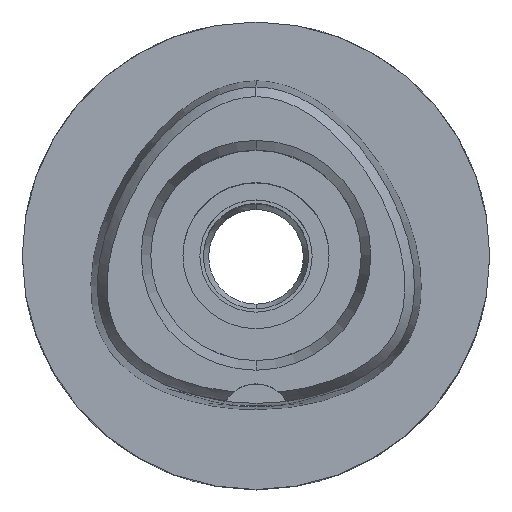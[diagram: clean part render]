
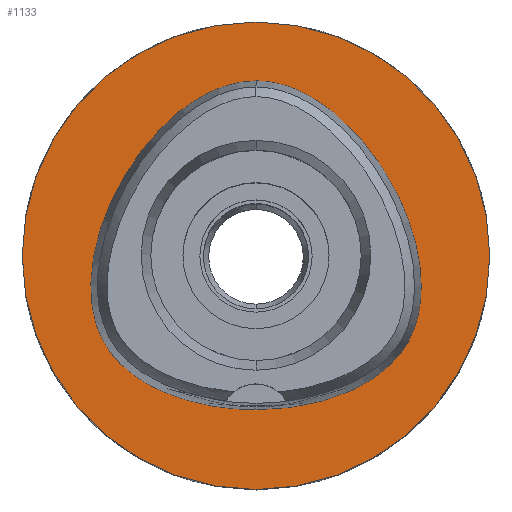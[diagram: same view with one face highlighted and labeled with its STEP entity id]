
A CAD part, top view. The second image highlights one B-rep face of the part: STEP entity #1133.
In plain terms, the highlighted planar face has unit normal (0, 0, 1).
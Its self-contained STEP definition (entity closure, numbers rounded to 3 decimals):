
#35 = EDGE_CURVE ( 'NONE', #4632, #2566, #683, .T. ) ;
#39 = CARTESIAN_POINT ( 'NONE',  ( -1.348, -13.163, 0. ) ) ;
#123 = CARTESIAN_POINT ( 'NONE',  ( 9.355, -10.965, 0. ) ) ;
#147 = CARTESIAN_POINT ( 'NONE',  ( 4.043, -12.924, 0. ) ) ;
#174 = CARTESIAN_POINT ( 'NONE',  ( 10.811, -9.988, 0. ) ) ;
#224 = DIRECTION ( 'NONE',  ( 0., -1., 0. ) ) ;
#381 = CARTESIAN_POINT ( 'NONE',  ( 0., -13.163, 0. ) ) ;
#397 = ORIENTED_EDGE ( 'NONE', *, *, #2571, .F. ) ;
#435 = DIRECTION ( 'NONE',  ( 0., -1., 0. ) ) ;
#503 = CARTESIAN_POINT ( 'NONE',  ( 11.503, 6.641, 0. ) ) ;
#683 = CIRCLE ( 'NONE', #1754, 20. ) ;
#779 = EDGE_CURVE ( 'NONE', #2566, #4632, #4167, .T. ) ;
#887 = CARTESIAN_POINT ( 'NONE',  ( 3.782, 14.194, 0. ) ) ;
#935 = CARTESIAN_POINT ( 'NONE',  ( 12.525, -8.174, 0. ) ) ;
#958 = CARTESIAN_POINT ( 'NONE',  ( 1.632, 14.847, 0. ) ) ;
#1038 = CARTESIAN_POINT ( 'NONE',  ( -7.162, -12.032, 0. ) ) ;
#1057 = CARTESIAN_POINT ( 'NONE',  ( -0.544, 14.963, 0. ) ) ;
#1105 = CARTESIAN_POINT ( 'NONE',  ( -6.373, 12.669, 0. ) ) ;
#1133 = ADVANCED_FACE ( 'NONE', ( #4019, #3022 ), #3680, .F. ) ;
#1222 = CARTESIAN_POINT ( 'NONE',  ( 0.544, 14.963, 0. ) ) ;
#1245 = CARTESIAN_POINT ( 'NONE',  ( 0., -20., 0. ) ) ;
#1380 = AXIS2_PLACEMENT_3D ( 'NONE', #3569, #3922, #2499 ) ;
#1405 = CARTESIAN_POINT ( 'NONE',  ( -13.738, -5.737, 0. ) ) ;
#1474 = CARTESIAN_POINT ( 'NONE',  ( 0., 14.963, 0. ) ) ;
#1605 = CARTESIAN_POINT ( 'NONE',  ( 7.162, -12.032, 0. ) ) ;
#1627 = CARTESIAN_POINT ( 'NONE',  ( 13.738, -5.737, 0. ) ) ;
#1644 = ORIENTED_EDGE ( 'NONE', *, *, #779, .F. ) ;
#1731 = CARTESIAN_POINT ( 'NONE',  ( 0., 0., 0. ) ) ;
#1754 = AXIS2_PLACEMENT_3D ( 'NONE', #1731, #3144, #224 ) ;
#1781 = CARTESIAN_POINT ( 'NONE',  ( 0., 14.963, 0. ) ) ;
#1848 = CARTESIAN_POINT ( 'NONE',  ( -11.503, 6.641, 0. ) ) ;
#1955 = CARTESIAN_POINT ( 'NONE',  ( 11.837, -9.029, 0. ) ) ;
#2028 = CARTESIAN_POINT ( 'NONE',  ( 13.214, 2.96, 0. ) ) ;
#2157 = CARTESIAN_POINT ( 'NONE',  ( -4.043, -12.924, 0. ) ) ;
#2194 = B_SPLINE_CURVE_WITH_KNOTS ( 'NONE', 3,
 ( #1474, #1057, #3258, #3646, #1105, #3972, #1848, #4656, #3551, #4388, #2912, #1405, #3285, #3577, #4294, #3217, #4366, #3193, #1038, #2157, #39, #4678 ),
 .UNSPECIFIED., .F., .F.,
 ( 4, 1, 1, 1, 1, 1, 1, 1, 1, 1, 1, 1, 1, 1, 1, 1, 1, 1, 1, 4 ),
 ( 0., 0.042, 0.083, 0.167, 0.25, 0.333, 0.417, 0.5, 0.542, 0.583, 0.625, 0.646, 0.667, 0.688, 0.708, 0.75, 0.792, 0.833, 0.917, 1. ),
 .UNSPECIFIED. ) ;
#2321 = ORIENTED_EDGE ( 'NONE', *, *, #35, .F. ) ;
#2335 = CARTESIAN_POINT ( 'NONE',  ( 0., 14.963, 0. ) ) ;
#2337 = EDGE_LOOP ( 'NONE', ( #1644, #2321 ) ) ;
#2359 = CARTESIAN_POINT ( 'NONE',  ( 1.348, -13.163, 0. ) ) ;
#2383 = CARTESIAN_POINT ( 'NONE',  ( 14.001, -0.186, 0. ) ) ;
#2499 = DIRECTION ( 'NONE',  ( 0., 1., 0. ) ) ;
#2536 = VERTEX_POINT ( 'NONE', #1781 ) ;
#2566 = VERTEX_POINT ( 'NONE', #2933 ) ;
#2571 = EDGE_CURVE ( 'NONE', #2536, #3564, #2194, .T. ) ;
#2626 = ORIENTED_EDGE ( 'NONE', *, *, #3296, .F. ) ;
#2912 = CARTESIAN_POINT ( 'NONE',  ( -14.056, -4.369, 0. ) ) ;
#2933 = CARTESIAN_POINT ( 'NONE',  ( 0., 20., 0. ) ) ;
#2961 = DIRECTION ( 'NONE',  ( 0., 0., -1. ) ) ;
#3022 = FACE_BOUND ( 'NONE', #4200, .T. ) ;
#3089 = CARTESIAN_POINT ( 'NONE',  ( 14.173, -2.619, 0. ) ) ;
#3144 = DIRECTION ( 'NONE',  ( 0., 0., -1. ) ) ;
#3193 = CARTESIAN_POINT ( 'NONE',  ( -9.355, -10.965, 0. ) ) ;
#3217 = CARTESIAN_POINT ( 'NONE',  ( -11.837, -9.029, 0. ) ) ;
#3258 = CARTESIAN_POINT ( 'NONE',  ( -1.632, 14.847, 0. ) ) ;
#3285 = CARTESIAN_POINT ( 'NONE',  ( -13.341, -6.76, 0. ) ) ;
#3296 = EDGE_CURVE ( 'NONE', #3564, #2536, #4399, .T. ) ;
#3314 = CARTESIAN_POINT ( 'NONE',  ( 0., 0., 0. ) ) ;
#3396 = CARTESIAN_POINT ( 'NONE',  ( 0., -13.163, 0. ) ) ;
#3551 = CARTESIAN_POINT ( 'NONE',  ( -14.001, -0.186, 0. ) ) ;
#3564 = VERTEX_POINT ( 'NONE', #381 ) ;
#3569 = CARTESIAN_POINT ( 'NONE',  ( 0., 0., 0. ) ) ;
#3577 = CARTESIAN_POINT ( 'NONE',  ( -12.971, -7.489, 0. ) ) ;
#3646 = CARTESIAN_POINT ( 'NONE',  ( -3.782, 14.194, 0. ) ) ;
#3680 = PLANE ( 'NONE',  #3715 ) ;
#3715 = AXIS2_PLACEMENT_3D ( 'NONE', #3314, #2961, #435 ) ;
#3778 = CARTESIAN_POINT ( 'NONE',  ( 13.341, -6.76, 0. ) ) ;
#3922 = DIRECTION ( 'NONE',  ( 0., 0., -1. ) ) ;
#3972 = CARTESIAN_POINT ( 'NONE',  ( -9.171, 9.964, 0. ) ) ;
#4019 = FACE_OUTER_BOUND ( 'NONE', #2337, .T. ) ;
#4132 = CARTESIAN_POINT ( 'NONE',  ( 12.971, -7.489, 0. ) ) ;
#4155 = CARTESIAN_POINT ( 'NONE',  ( 9.171, 9.964, 0. ) ) ;
#4167 = CIRCLE ( 'NONE', #1380, 20. ) ;
#4200 = EDGE_LOOP ( 'NONE', ( #397, #2626 ) ) ;
#4294 = CARTESIAN_POINT ( 'NONE',  ( -12.525, -8.174, 0. ) ) ;
#4366 = CARTESIAN_POINT ( 'NONE',  ( -10.811, -9.988, 0. ) ) ;
#4388 = CARTESIAN_POINT ( 'NONE',  ( -14.173, -2.619, 0. ) ) ;
#4399 = B_SPLINE_CURVE_WITH_KNOTS ( 'NONE', 3,
 ( #3396, #2359, #147, #1605, #123, #174, #1955, #935, #4132, #3778, #1627, #4528, #3089, #2383, #2028, #503, #4155, #4551, #887, #958, #1222, #2335 ),
 .UNSPECIFIED., .F., .F.,
 ( 4, 1, 1, 1, 1, 1, 1, 1, 1, 1, 1, 1, 1, 1, 1, 1, 1, 1, 1, 4 ),
 ( 0., 0.083, 0.167, 0.208, 0.25, 0.292, 0.312, 0.333, 0.354, 0.375, 0.417, 0.458, 0.5, 0.583, 0.667, 0.75, 0.833, 0.917, 0.958, 1. ),
 .UNSPECIFIED. ) ;
#4528 = CARTESIAN_POINT ( 'NONE',  ( 14.056, -4.369, 0. ) ) ;
#4551 = CARTESIAN_POINT ( 'NONE',  ( 6.373, 12.669, 0. ) ) ;
#4632 = VERTEX_POINT ( 'NONE', #1245 ) ;
#4656 = CARTESIAN_POINT ( 'NONE',  ( -13.214, 2.96, 0. ) ) ;
#4678 = CARTESIAN_POINT ( 'NONE',  ( 0., -13.163, 0. ) ) ;
